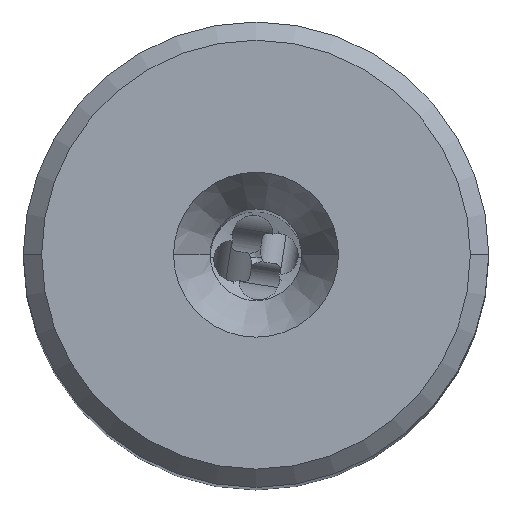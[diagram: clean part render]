
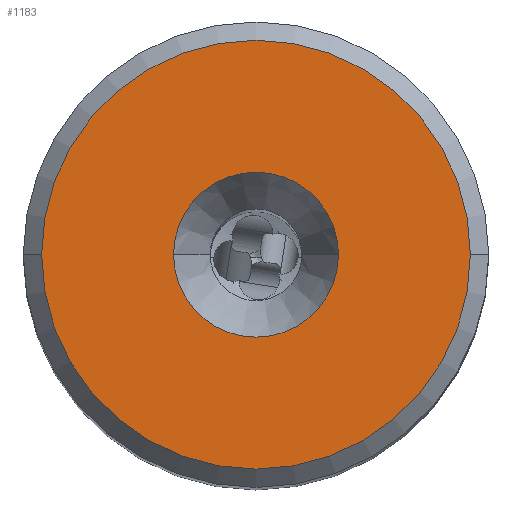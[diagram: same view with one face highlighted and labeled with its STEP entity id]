
A CAD part, top view. The second image highlights one B-rep face of the part: STEP entity #1183.
In plain terms, the highlighted planar face has unit normal (0, 0, 1).
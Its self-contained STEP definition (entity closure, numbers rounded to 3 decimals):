
#1183=ADVANCED_FACE('',(#1551,#1552),#1490,.T.);
#1490=PLANE('',#7662);
#1551=FACE_BOUND('',#1669,.T.);
#1552=FACE_BOUND('',#1670,.T.);
#1669=EDGE_LOOP('',(#3073,#3074));
#1670=EDGE_LOOP('',(#3075,#3076));
#2093=CIRCLE('',#7657,4.5);
#2094=CIRCLE('',#7659,11.7);
#2095=CIRCLE('',#7660,11.7);
#2096=CIRCLE('',#7661,4.5);
#3073=ORIENTED_EDGE('',*,*,#5837,.F.);
#3074=ORIENTED_EDGE('',*,*,#5838,.F.);
#3075=ORIENTED_EDGE('',*,*,#5839,.F.);
#3076=ORIENTED_EDGE('',*,*,#5836,.F.);
#4963=VERTEX_POINT('',#13136);
#4964=VERTEX_POINT('',#13138);
#4965=VERTEX_POINT('',#13142);
#4966=VERTEX_POINT('',#13143);
#5836=EDGE_CURVE('',#4964,#4963,#2093,.T.);
#5837=EDGE_CURVE('',#4965,#4966,#2094,.T.);
#5838=EDGE_CURVE('',#4966,#4965,#2095,.T.);
#5839=EDGE_CURVE('',#4963,#4964,#2096,.T.);
#7657=AXIS2_PLACEMENT_3D('',#13139,#8870,#8871);
#7659=AXIS2_PLACEMENT_3D('',#13141,#8874,#8875);
#7660=AXIS2_PLACEMENT_3D('',#13144,#8876,#8877);
#7661=AXIS2_PLACEMENT_3D('',#13145,#8878,#8879);
#7662=AXIS2_PLACEMENT_3D('',#13146,#8880,#8881);
#8870=DIRECTION('',(0.,0.,1.));
#8871=DIRECTION('',(1.,0.,0.));
#8874=DIRECTION('',(0.,0.,-1.));
#8875=DIRECTION('',(1.,0.,0.));
#8876=DIRECTION('',(0.,0.,-1.));
#8877=DIRECTION('',(-1.,0.,0.));
#8878=DIRECTION('',(0.,0.,1.));
#8879=DIRECTION('',(-1.,0.,0.));
#8880=DIRECTION('',(0.,0.,1.));
#8881=DIRECTION('',(1.,0.,0.));
#13136=CARTESIAN_POINT('',(-4.5,0.,0.));
#13138=CARTESIAN_POINT('',(4.5,0.,0.));
#13139=CARTESIAN_POINT('',(0.,0.,0.));
#13141=CARTESIAN_POINT('',(0.,0.,0.));
#13142=CARTESIAN_POINT('',(11.7,0.,0.));
#13143=CARTESIAN_POINT('',(-11.7,0.,0.));
#13144=CARTESIAN_POINT('',(0.,0.,0.));
#13145=CARTESIAN_POINT('',(0.,0.,0.));
#13146=CARTESIAN_POINT('',(0.,0.,0.));
